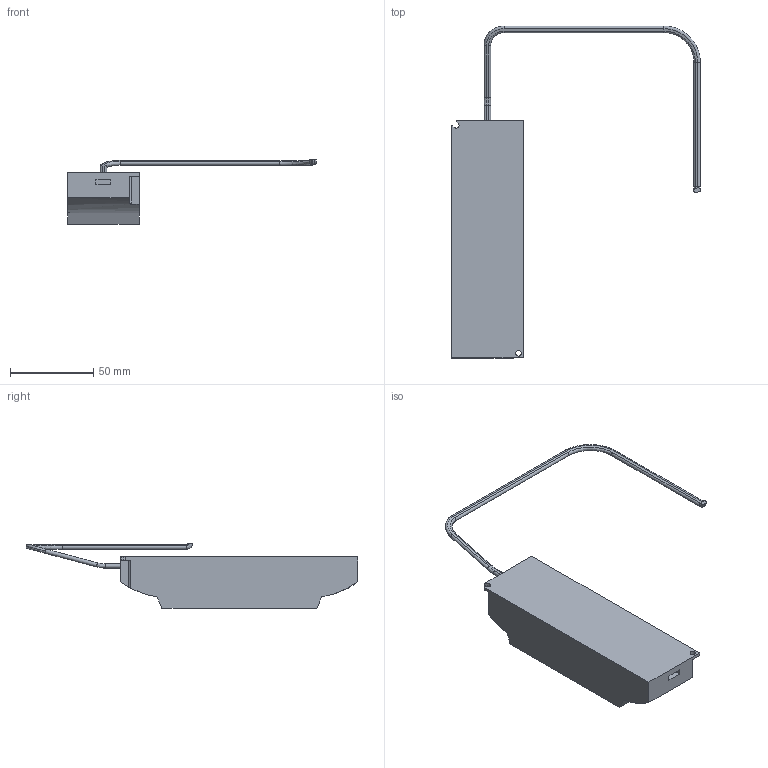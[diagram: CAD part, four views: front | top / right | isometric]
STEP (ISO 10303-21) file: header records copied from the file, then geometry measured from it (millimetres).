
FILE_DESCRIPTION (( 'STEP AP214' ), '1' );
FILE_NAME ('LDVO0-36-0-E-K01 LED-äðàéâåð MG-40-600-01 E, äëÿ LED ñâåòèëüíèêîâ 36Âò, IEK.STEP', '2018-04-19T12:10:11', ( '' ), ( '' ), 'SwSTEP 2.0', 'SolidWorks 2014', '' );
FILE_SCHEMA (( 'AUTOMOTIVE_DESIGN' ));
Length unit declared in the file: millimetre
Products named in the file (1): LDVO0-36-0-E-K01 LED-äðàéâåð MG-40-600-01 E, äëÿ LED ñâåòèëüíèêîâ 36Âò, IEK
Bounding box: 149.47 x 199.39 x 39 mm (x, y, z)
Volume: 170188.2 mm3; surface area: 25482.3 mm2
Topology: 1 solids, 1 shells, 107 faces, 269 edges, 172 vertices
Faces by surface type: plane 71, cylinder 21, bspline 11, cone 4
Entity records: 3561 total; most frequent: CARTESIAN_POINT 971, ORIENTED_EDGE 538, DIRECTION 510, EDGE_CURVE 269, VECTOR 204, LINE 204, VERTEX_POINT 172, AXIS2_PLACEMENT_3D 153
